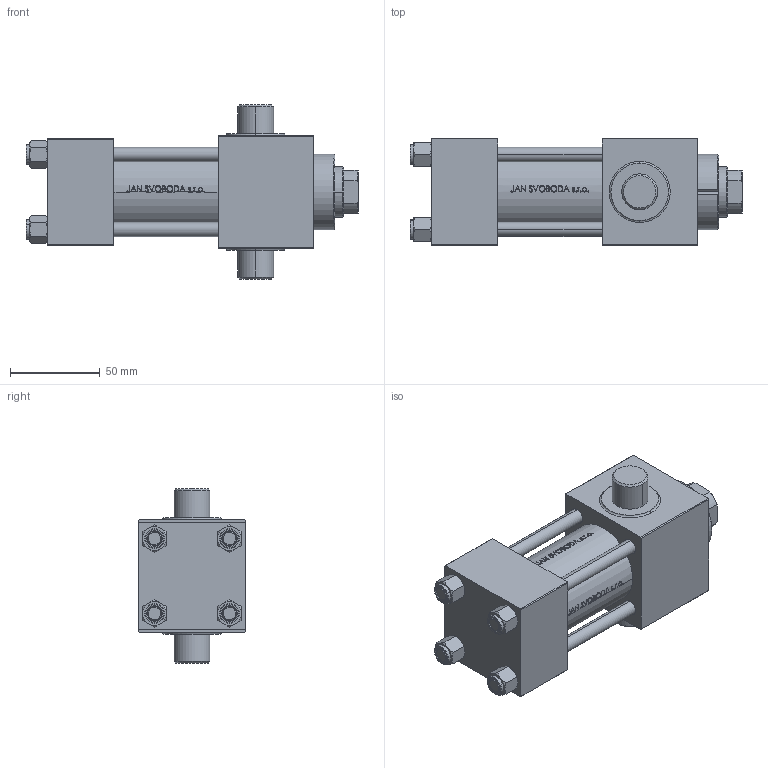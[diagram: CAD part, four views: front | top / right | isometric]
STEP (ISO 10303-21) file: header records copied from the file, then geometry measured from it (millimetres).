
FILE_DESCRIPTION (( 'STEP AP203' ), '1' );
FILE_NAME ('8bbd.STEP', '2022-04-15T19:43:21', ( '' ), ( '' ), 'SwSTEP 2.0', 'SolidWorks 2019', '' );
FILE_SCHEMA (( 'CONFIG_CONTROL_DESIGN' ));
Length unit declared in the file: millimetre
Products named in the file (6): 8bbd; V215CR_K_Body 787cbde5e5b3f574ffce2eaee15c966b; NUT_M5_K 787cbde5e5b3f574ffce2eaee15c966b; V215CR_VCP_K 787cbde5e5b3f574ffce2eaee15c966b; V215_VC_A 787cbde5e5b3f574ffce2eaee15c966b; V215CR_K_TYCINKA 787cbde5e5b3f574ffce2eaee15c966b
Assembly tree (11 placements, depth 2):
  8bbd
    V215CR_K_Body 787cbde5e5b3f574ffce2eaee15c966b
    V215CR_VCP_K 787cbde5e5b3f574ffce2eaee15c966b
    V215CR_K_TYCINKA 787cbde5e5b3f574ffce2eaee15c966b  x4
    NUT_M5_K 787cbde5e5b3f574ffce2eaee15c966b  x4
    V215_VC_A 787cbde5e5b3f574ffce2eaee15c966b
Bounding box: 185 x 60 x 97 mm (x, y, z)
Volume: 453950.6 mm3; surface area: 109743.2 mm2
Topology: 11 solids, 11 shells, 1065 faces, 2694 edges, 1735 vertices
Faces by surface type: plane 429, bspline 380, cone 130, cylinder 114, torus 12
Entity records: 46470 total; most frequent: CARTESIAN_POINT 25455, ORIENTED_EDGE 4880, DIRECTION 2922, EDGE_CURVE 2440, VERTEX_POINT 1591, VECTOR 1254, LINE 1254, EDGE_LOOP 1037
